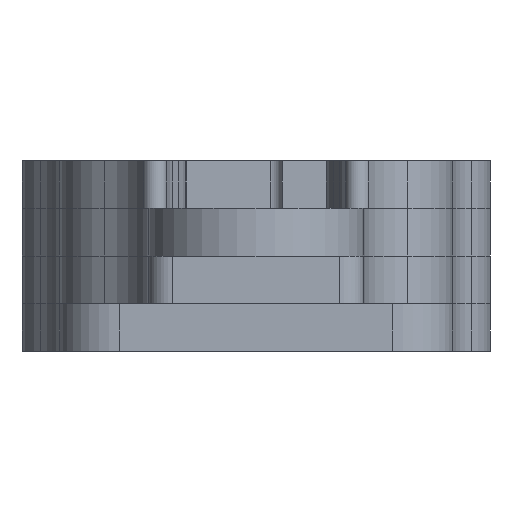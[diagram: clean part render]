
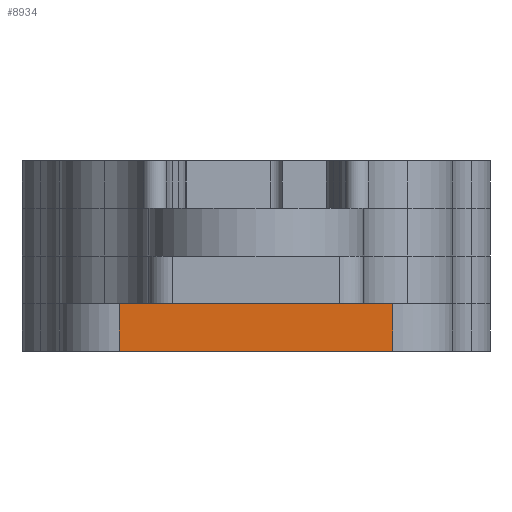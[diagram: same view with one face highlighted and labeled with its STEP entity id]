
A CAD part, front view. The second image highlights one B-rep face of the part: STEP entity #8934.
In plain terms, the highlighted planar face has unit normal (0, -1, 0).
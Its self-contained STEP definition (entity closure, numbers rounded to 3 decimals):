
#6117 = VERTEX_POINT('',#6118);
#6118 = CARTESIAN_POINT('',(-11.5,-113.,0.));
#6125 = EDGE_CURVE('',#6117,#6126,#6128,.T.);
#6126 = VERTEX_POINT('',#6127);
#6127 = CARTESIAN_POINT('',(11.5,-113.,0.));
#6128 = LINE('',#6129,#6130);
#6129 = CARTESIAN_POINT('',(-11.5,-113.,0.));
#6130 = VECTOR('',#6131,1.);
#6131 = DIRECTION('',(1.,0.,0.));
#7236 = VERTEX_POINT('',#7237);
#7237 = CARTESIAN_POINT('',(11.5,-113.,-4.));
#7244 = EDGE_CURVE('',#7245,#7236,#7247,.T.);
#7245 = VERTEX_POINT('',#7246);
#7246 = CARTESIAN_POINT('',(-11.5,-113.,-4.));
#7247 = LINE('',#7248,#7249);
#7248 = CARTESIAN_POINT('',(-11.5,-113.,-4.));
#7249 = VECTOR('',#7250,1.);
#7250 = DIRECTION('',(1.,0.,0.));
#8921 = EDGE_CURVE('',#6126,#7236,#8922,.T.);
#8922 = LINE('',#8923,#8924);
#8923 = CARTESIAN_POINT('',(11.5,-113.,0.));
#8924 = VECTOR('',#8925,1.);
#8925 = DIRECTION('',(-0.,-0.,-1.));
#8934 = ADVANCED_FACE('',(#8935),#8946,.T.);
#8935 = FACE_BOUND('',#8936,.T.);
#8936 = EDGE_LOOP('',(#8937,#8943,#8944,#8945));
#8937 = ORIENTED_EDGE('',*,*,#8938,.T.);
#8938 = EDGE_CURVE('',#6117,#7245,#8939,.T.);
#8939 = LINE('',#8940,#8941);
#8940 = CARTESIAN_POINT('',(-11.5,-113.,0.));
#8941 = VECTOR('',#8942,1.);
#8942 = DIRECTION('',(-0.,-0.,-1.));
#8943 = ORIENTED_EDGE('',*,*,#7244,.T.);
#8944 = ORIENTED_EDGE('',*,*,#8921,.F.);
#8945 = ORIENTED_EDGE('',*,*,#6125,.F.);
#8946 = PLANE('',#8947);
#8947 = AXIS2_PLACEMENT_3D('',#8948,#8949,#8950);
#8948 = CARTESIAN_POINT('',(-11.5,-113.,0.));
#8949 = DIRECTION('',(0.,-1.,0.));
#8950 = DIRECTION('',(1.,0.,0.));
